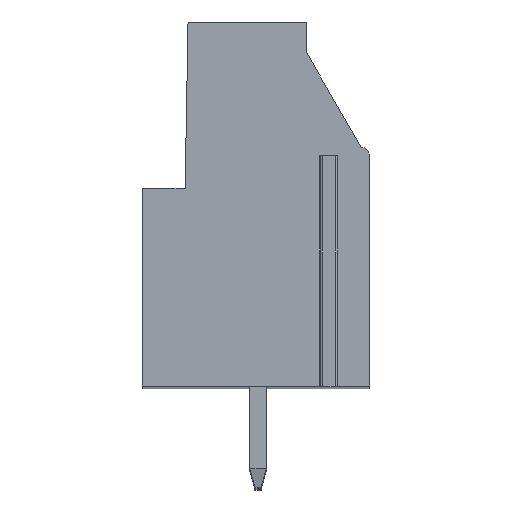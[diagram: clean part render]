
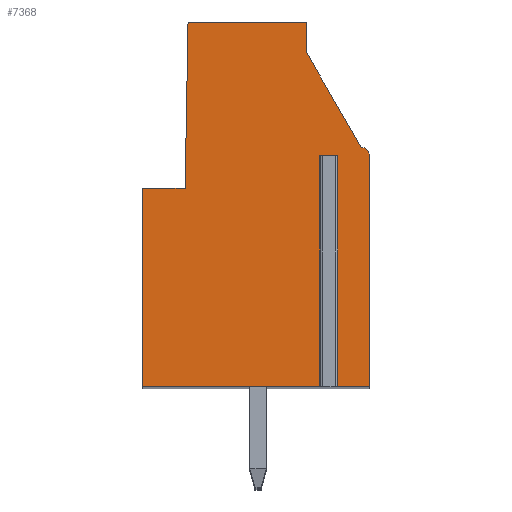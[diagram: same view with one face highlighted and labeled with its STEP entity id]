
A CAD part, top view. The second image highlights one B-rep face of the part: STEP entity #7368.
In plain terms, the highlighted planar face has unit normal (0, 0, 1).
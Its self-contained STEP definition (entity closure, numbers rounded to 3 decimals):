
#778=DIRECTION('',(1.,0.,0.));
#779=VECTOR('',#778,0.5);
#780=CARTESIAN_POINT('',(3.347,2.4,2.5));
#781=LINE('',#780,#779);
#782=DIRECTION('',(0.,1.,0.));
#783=VECTOR('',#782,11.4);
#784=CARTESIAN_POINT('',(3.347,-9.,2.5));
#785=LINE('',#784,#783);
#786=DIRECTION('',(1.,0.,0.));
#787=VECTOR('',#786,8.95);
#788=CARTESIAN_POINT('',(-5.603,-9.,2.5));
#789=LINE('',#788,#787);
#790=DIRECTION('',(0.,-1.,0.));
#791=VECTOR('',#790,9.8);
#792=CARTESIAN_POINT('',(-5.603,0.8,2.5));
#793=LINE('',#792,#791);
#794=DIRECTION('',(-1.,0.,0.));
#795=VECTOR('',#794,2.1);
#796=CARTESIAN_POINT('',(-3.503,0.8,2.5));
#797=LINE('',#796,#795);
#798=DIRECTION('',(-0.017,-1.,0.));
#799=VECTOR('',#798,8.201);
#800=CARTESIAN_POINT('',(-3.36,9.,2.5));
#801=LINE('',#800,#799);
#802=DIRECTION('',(-1.,0.,0.));
#803=VECTOR('',#802,5.86);
#804=CARTESIAN_POINT('',(2.5,9.,2.5));
#805=LINE('',#804,#803);
#806=DIRECTION('',(0.,1.,0.));
#807=VECTOR('',#806,1.523);
#808=CARTESIAN_POINT('',(2.5,7.477,2.5));
#809=LINE('',#808,#807);
#810=DIRECTION('',(-0.5,0.866,0.));
#811=VECTOR('',#810,5.394);
#812=CARTESIAN_POINT('',(5.197,2.805,2.5));
#813=LINE('',#812,#811);
#814=CARTESIAN_POINT('',(5.197,2.405,2.5));
#815=DIRECTION('',(0.,0.,1.));
#816=DIRECTION('',(1.,0.,0.));
#817=AXIS2_PLACEMENT_3D('',#814,#815,#816);
#819=DIRECTION('',(0.,1.,0.));
#820=VECTOR('',#819,11.405);
#821=CARTESIAN_POINT('',(5.597,-9.,2.5));
#822=LINE('',#821,#820);
#823=DIRECTION('',(1.,0.,0.));
#824=VECTOR('',#823,1.75);
#825=CARTESIAN_POINT('',(3.847,-9.,2.5));
#826=LINE('',#825,#824);
#827=DIRECTION('',(0.,1.,0.));
#828=VECTOR('',#827,11.4);
#829=CARTESIAN_POINT('',(3.847,-9.,2.5));
#830=LINE('',#829,#828);
#5307=CARTESIAN_POINT('',(5.597,-9.,2.5));
#5308=CARTESIAN_POINT('',(5.597,2.405,2.5));
#5309=VERTEX_POINT('',#5307);
#5310=VERTEX_POINT('',#5308);
#5311=CARTESIAN_POINT('',(5.197,2.805,2.5));
#5312=VERTEX_POINT('',#5311);
#5313=CARTESIAN_POINT('',(2.5,7.477,2.5));
#5314=VERTEX_POINT('',#5313);
#5315=CARTESIAN_POINT('',(2.5,9.,2.5));
#5316=VERTEX_POINT('',#5315);
#5317=CARTESIAN_POINT('',(-3.36,9.,2.5));
#5318=VERTEX_POINT('',#5317);
#5319=CARTESIAN_POINT('',(-3.503,0.8,2.5));
#5320=VERTEX_POINT('',#5319);
#5321=CARTESIAN_POINT('',(-5.603,0.8,2.5));
#5322=VERTEX_POINT('',#5321);
#5323=CARTESIAN_POINT('',(-5.603,-9.,2.5));
#5324=VERTEX_POINT('',#5323);
#5361=CARTESIAN_POINT('',(3.347,2.4,2.5));
#5362=CARTESIAN_POINT('',(3.847,2.4,2.5));
#5363=VERTEX_POINT('',#5361);
#5364=VERTEX_POINT('',#5362);
#5365=CARTESIAN_POINT('',(3.347,-9.,2.5));
#5366=VERTEX_POINT('',#5365);
#5367=CARTESIAN_POINT('',(3.847,-9.,2.5));
#5368=VERTEX_POINT('',#5367);
#7345=CARTESIAN_POINT('',(0.,0.,2.5));
#7346=DIRECTION('',(0.,0.,1.));
#7347=DIRECTION('',(1.,0.,0.));
#7348=AXIS2_PLACEMENT_3D('',#7345,#7346,#7347);
#7349=PLANE('',#7348);
#7351=ORIENTED_EDGE('',*,*,#7350,.F.);
#7353=ORIENTED_EDGE('',*,*,#7352,.F.);
#7354=ORIENTED_EDGE('',*,*,#6789,.F.);
#7355=ORIENTED_EDGE('',*,*,#7034,.F.);
#7356=ORIENTED_EDGE('',*,*,#7048,.F.);
#7357=ORIENTED_EDGE('',*,*,#7062,.F.);
#7358=ORIENTED_EDGE('',*,*,#7076,.F.);
#7359=ORIENTED_EDGE('',*,*,#7168,.F.);
#7360=ORIENTED_EDGE('',*,*,#7182,.F.);
#7361=ORIENTED_EDGE('',*,*,#7196,.F.);
#7362=ORIENTED_EDGE('',*,*,#7209,.F.);
#7363=ORIENTED_EDGE('',*,*,#6801,.F.);
#7365=ORIENTED_EDGE('',*,*,#7364,.T.);
#7366=EDGE_LOOP('',(#7351,#7353,#7354,#7355,#7356,#7357,#7358,#7359,#7360,#7361,
#7362,#7363,#7365));
#7367=FACE_OUTER_BOUND('',#7366,.F.);
#818=CIRCLE('',#817,0.4);
#6789=EDGE_CURVE('',#5324,#5366,#789,.T.);
#6801=EDGE_CURVE('',#5368,#5309,#826,.T.);
#7034=EDGE_CURVE('',#5322,#5324,#793,.T.);
#7048=EDGE_CURVE('',#5320,#5322,#797,.T.);
#7062=EDGE_CURVE('',#5318,#5320,#801,.T.);
#7076=EDGE_CURVE('',#5316,#5318,#805,.T.);
#7168=EDGE_CURVE('',#5314,#5316,#809,.T.);
#7182=EDGE_CURVE('',#5312,#5314,#813,.T.);
#7196=EDGE_CURVE('',#5310,#5312,#818,.T.);
#7209=EDGE_CURVE('',#5309,#5310,#822,.T.);
#7350=EDGE_CURVE('',#5363,#5364,#781,.T.);
#7352=EDGE_CURVE('',#5366,#5363,#785,.T.);
#7364=EDGE_CURVE('',#5368,#5364,#830,.T.);
#7368=ADVANCED_FACE('',(#7367),#7349,.T.);
